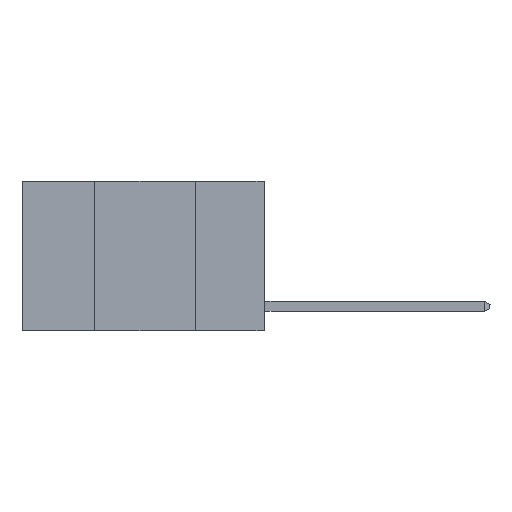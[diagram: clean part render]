
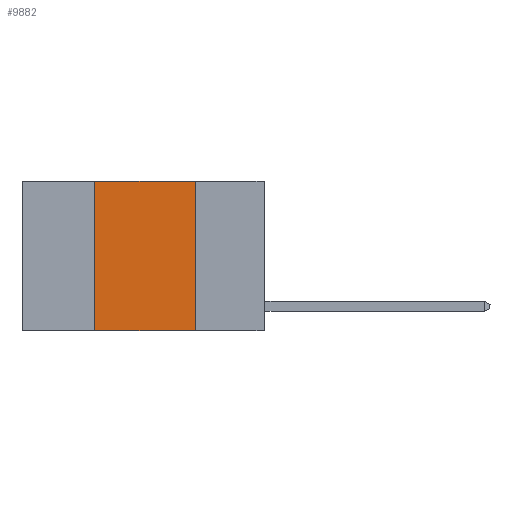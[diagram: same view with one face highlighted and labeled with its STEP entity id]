
A CAD part, left-side view. The second image highlights one B-rep face of the part: STEP entity #9882.
In plain terms, the highlighted planar face has unit normal (-1, 0, 0).
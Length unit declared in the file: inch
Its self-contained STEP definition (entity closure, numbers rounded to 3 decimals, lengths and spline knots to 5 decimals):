
#325 = EDGE_CURVE ( 'NONE', #1624, #11608, #8242, .T. ) ;
#475 = DIRECTION ( 'NONE',  ( 0., 0., -1. ) ) ;
#506 = DIRECTION ( 'NONE',  ( 0., 0., -1. ) ) ;
#889 = ORIENTED_EDGE ( 'NONE', *, *, #325, .T. ) ;
#1076 = CARTESIAN_POINT ( 'NONE',  ( 0., 0.42, -0.37 ) ) ;
#1509 = LINE ( 'NONE', #5842, #13189 ) ;
#1624 = VERTEX_POINT ( 'NONE', #1076 ) ;
#1974 = ORIENTED_EDGE ( 'NONE', *, *, #5145, .F. ) ;
#2144 = VECTOR ( 'NONE', #506, 39.37008 ) ;
#2389 = LINE ( 'NONE', #5728, #10789 ) ;
#2844 = VERTEX_POINT ( 'NONE', #12457 ) ;
#2857 = CARTESIAN_POINT ( 'NONE',  ( 0., 0.6, -0.37 ) ) ;
#3754 = CARTESIAN_POINT ( 'NONE',  ( 0., 0.17, -0.37 ) ) ;
#3976 = ORIENTED_EDGE ( 'NONE', *, *, #9090, .F. ) ;
#5145 = EDGE_CURVE ( 'NONE', #2844, #11608, #11241, .T. ) ;
#5728 = CARTESIAN_POINT ( 'NONE',  ( 0., 0.42, 0. ) ) ;
#5842 = CARTESIAN_POINT ( 'NONE',  ( 0., 0.6, 0. ) ) ;
#6470 = EDGE_LOOP ( 'NONE', ( #1974, #12963, #3976, #889 ) ) ;
#6704 = CARTESIAN_POINT ( 'NONE',  ( 0., 0.42, 0. ) ) ;
#7287 = DIRECTION ( 'NONE',  ( 0., -1., 0. ) ) ;
#7344 = DIRECTION ( 'NONE',  ( 1., 0., 0. ) ) ;
#7667 = VERTEX_POINT ( 'NONE', #6704 ) ;
#8242 = LINE ( 'NONE', #2857, #14072 ) ;
#8462 = EDGE_CURVE ( 'NONE', #7667, #2844, #1509, .T. ) ;
#9056 = FACE_OUTER_BOUND ( 'NONE', #6470, .T. ) ;
#9090 = EDGE_CURVE ( 'NONE', #1624, #7667, #2389, .T. ) ;
#9717 = AXIS2_PLACEMENT_3D ( 'NONE', #13989, #7344, #475 ) ;
#9882 = ADVANCED_FACE ( 'NONE', ( #9056 ), #12919, .F. ) ;
#10789 = VECTOR ( 'NONE', #12442, 39.37008 ) ;
#11241 = LINE ( 'NONE', #14012, #2144 ) ;
#11608 = VERTEX_POINT ( 'NONE', #3754 ) ;
#12442 = DIRECTION ( 'NONE',  ( 0., 0., 1. ) ) ;
#12457 = CARTESIAN_POINT ( 'NONE',  ( 0., 0.17, 0. ) ) ;
#12919 = PLANE ( 'NONE',  #9717 ) ;
#12963 = ORIENTED_EDGE ( 'NONE', *, *, #8462, .F. ) ;
#13189 = VECTOR ( 'NONE', #13637, 39.37008 ) ;
#13637 = DIRECTION ( 'NONE',  ( 0., -1., 0. ) ) ;
#13989 = CARTESIAN_POINT ( 'NONE',  ( 0., 0.6, 0. ) ) ;
#14012 = CARTESIAN_POINT ( 'NONE',  ( 0., 0.17, 0. ) ) ;
#14072 = VECTOR ( 'NONE', #7287, 39.37008 ) ;
